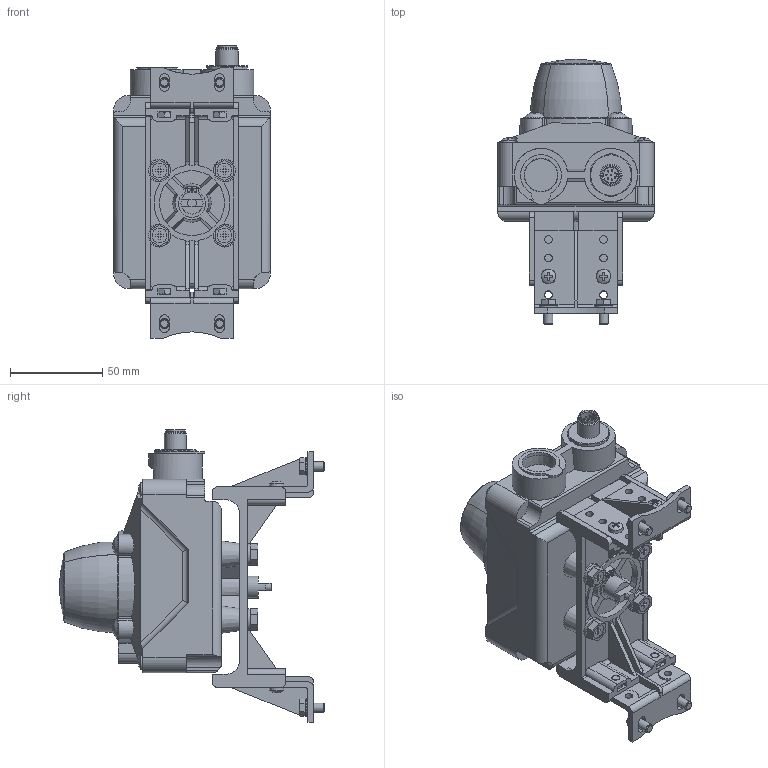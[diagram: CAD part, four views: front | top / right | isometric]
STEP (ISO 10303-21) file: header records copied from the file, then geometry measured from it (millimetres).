
FILE_DESCRIPTION(/* description */ ('STEP AP214'),/* implementation_level */ '2;1');
FILE_NAME(/* name */ '8182181_SRBK-CA4-YR90-MW-1-1W-M12',/* time_stamp */ '2024-09-15T14:30:12+02:00',/* author */ ('License CC BY-ND 4.0'),/* organization */ ('CADENAS'),/* preprocessor_version */ 'ST-DEVELOPER v19.3',/* originating_system */ 'PARTsolutions',/* authorisation */ ' ');
FILE_SCHEMA (('AUTOMOTIVE_DESIGN {1 0 10303 214 3 1 1}'));
Length unit declared in the file: millimetre
Products named in the file (14): 8182181 SRBK-CA4-YR90-MW-1-1W-M12---(40090); 8182181 SRBK-CA4-YR90-MW-1-1W-M12---(400H); 8183116 DARQ-K-X1-A3-F05-R14_bef; Spring lock washer DIN 127 A6; 406558 GB9074.12-M6x10-A2-70; 8183116 DARQ-K-X1-A3-F05-R14_P2; ISO 7089 5 (F); Hexagon head bolt ISO 4014 M5x10; ISO 7045 M4x10-H; ISO 4032 - M4(F); 8182181 SRBK-CA4-YR90-MW-1-1W-M12---(S); 8137192 SASF-S4-DE_2---(housing0); 3472483 SRBE; 8137193 SACC-S4-T-part
Assembly tree (32 placements, depth 2):
  8182181 SRBK-CA4-YR90-MW-1-1W-M12---(40090)
    8182181 SRBK-CA4-YR90-MW-1-1W-M12---(400H)
    8183116 DARQ-K-X1-A3-F05-R14_bef
    Spring lock washer DIN 127 A6  x4
    406558 GB9074.12-M6x10-A2-70  x4
    8183116 DARQ-K-X1-A3-F05-R14_P2  x2
    ISO 7089 5 (F)  x4
    Hexagon head bolt ISO 4014 M5x10  x4
    ISO 7045 M4x10-H  x4
    ISO 4032 - M4(F)  x4
    8182181 SRBK-CA4-YR90-MW-1-1W-M12---(S)
    8137192 SASF-S4-DE_2---(housing0)
    3472483 SRBE
    8137193 SACC-S4-T-part
Bounding box: 85 x 144 x 159 mm (x, y, z)
Volume: 522436.3 mm3; surface area: 121550.2 mm2
Topology: 32 solids, 32 shells, 1259 faces, 3238 edges, 2098 vertices
Faces by surface type: plane 706, cylinder 336, cone 137, torus 49, sphere 31
Full cylindrical faces by diameter (mm): 0.8 x8, 1.7 x2, 3.242 x4, 4 x4, 4.2 x16, 4.5 x8, 4.917 x4, 5 x4, 5.48 x4, 6 x5, 6.5 x4, 8 x4, 9.9 x1, 10 x5, 10.5 x1, 10.95 x1, 11.5 x1, 11.8 x4, 12 x3, 12.1 x1, 18 x1, 18.376 x1, 35.2 x1, 36 x1, 42 x1, 56 x1
Entity records: 31058 total; most frequent: CARTESIAN_POINT 4912, DIRECTION 4783, ORIENTED_EDGE 4344, EDGE_CURVE 2172, AXIS2_PLACEMENT_3D 1813, VERTEX_POINT 1474, LINE 1157, VECTOR 1157
